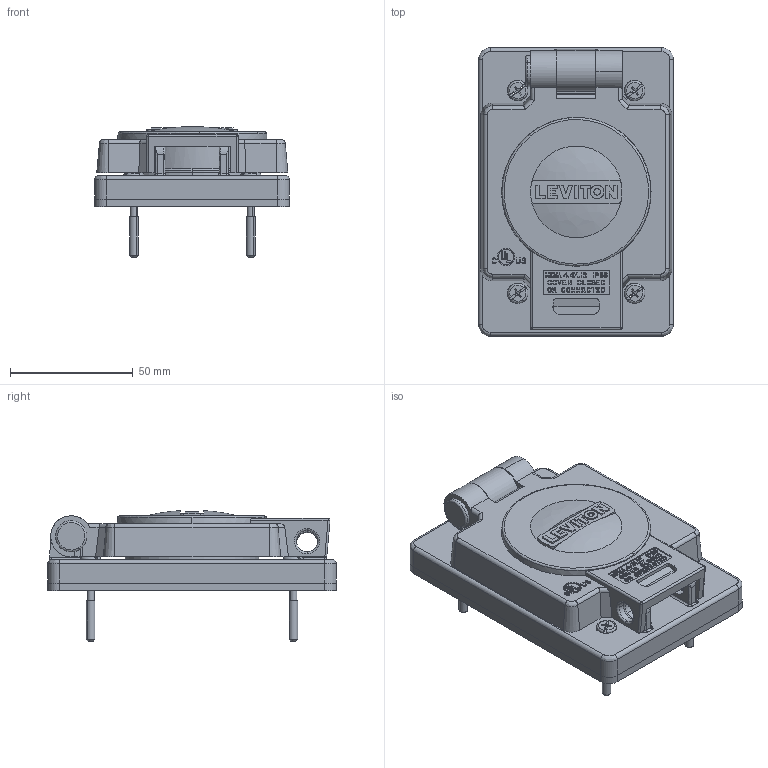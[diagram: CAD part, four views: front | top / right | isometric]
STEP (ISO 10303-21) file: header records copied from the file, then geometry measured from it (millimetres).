
FILE_DESCRIPTION (( 'STEP AP214' ), '1' );
FILE_NAME ('60W04.STEP', '2019-01-03T19:37:12', ( '' ), ( '' ), 'SwSTEP 2.0', 'SolidWorks 2017', '' );
FILE_SCHEMA (( 'AUTOMOTIVE_DESIGN' ));
Length unit declared in the file: inch
Products named in the file (1): 60W04
Bounding box: 79.38 x 117.47 x 53.28 mm (x, y, z)
Surface area: 43277.2 mm2 (no closed solid volume)
Topology: 0 solids, 21 shells, 755 faces, 2693 edges, 1887 vertices
Faces by surface type: plane 404, cylinder 261, bspline 52, cone 20, torus 18
Entity records: 45512 total; most frequent: CARTESIAN_POINT 14855, ORIENTED_EDGE 4382, DIRECTION 3522, EDGE_CURVE 2687, VERTEX_POINT 1887, VECTOR 1398, LINE 1398, AXIS2_PLACEMENT_3D 1062
